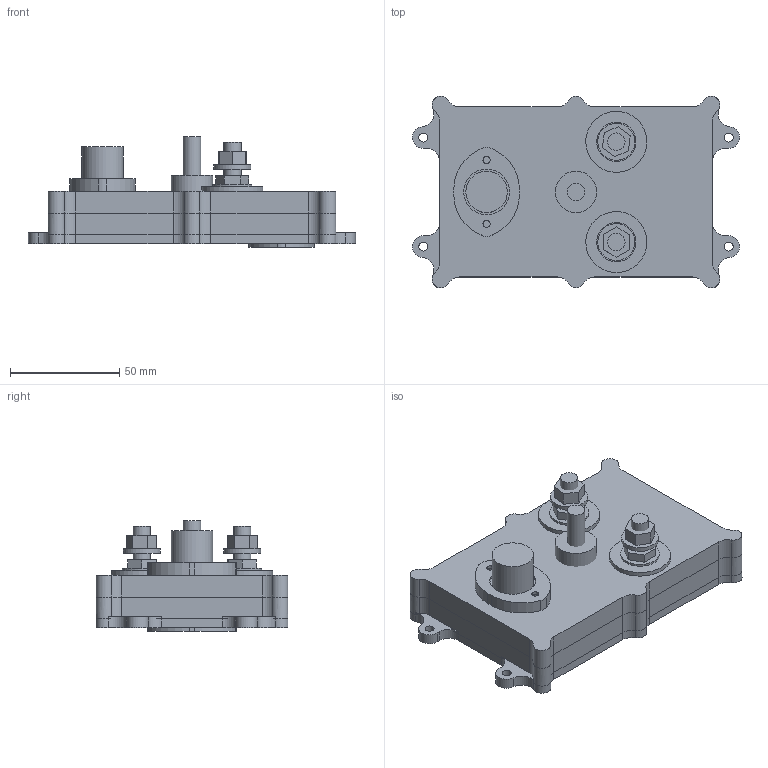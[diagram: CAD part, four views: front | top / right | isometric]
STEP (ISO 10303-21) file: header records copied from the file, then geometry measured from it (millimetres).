
FILE_DESCRIPTION( ( 'Unknown' ), '1' );
FILE_NAME( 'HP 8480.stp', 'Unknown', ( 'Unknown' ), ( 'Unknown' ), 'XStep 1.0', 'Unknown', ' ' );
FILE_SCHEMA( ( 'automotive_design' ) );
Length unit declared in the file: millimetre
Products named in the file (13): Assem1; Kontakt Dutch; Överdel; Underdel; Kretskort; Bult M8; Mutter M8 L 5mm; Mutter M8 med fläns; Mutter M8 med fläns-oa0; Mutter M8 med fläns-oa1; Mutter M8 med fläns-oa2; Plastbussning; Plastbussning-oa3
Bounding box: 149.99 x 88 x 50.7 mm (x, y, z)
Volume: 178245.6 mm3; surface area: 181997.6 mm2
Topology: 26 solids, 26 shells, 686 faces, 1763 edges, 1194 vertices
Faces by surface type: cylinder 373, plane 285, cone 20, torus 8
Full cylindrical faces by diameter (mm): 2.459 x20, 3.2 x12, 3.242 x12, 3.3 x4, 4 x8, 4.134 x8, 6.5 x12, 6.647 x11, 8 x6, 8.3 x4, 11.95 x3, 12 x4, 17 x8, 17.2 x4, 17.25 x2, 17.3 x2, 18 x3, 19 x2, 19.4 x4, 19.7 x4, 21 x2, 28 x4
Entity records: 9992 total; most frequent: DIRECTION 1800, CARTESIAN_POINT 1613, ORIENTED_EDGE 1458, EDGE_CURVE 729, AXIS2_PLACEMENT_3D 724, VERTEX_POINT 537, EDGE_LOOP 508, FACE_OUTER_BOUND 403
